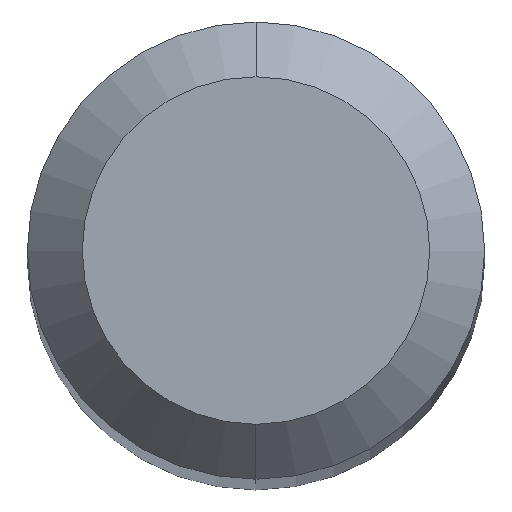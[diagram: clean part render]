
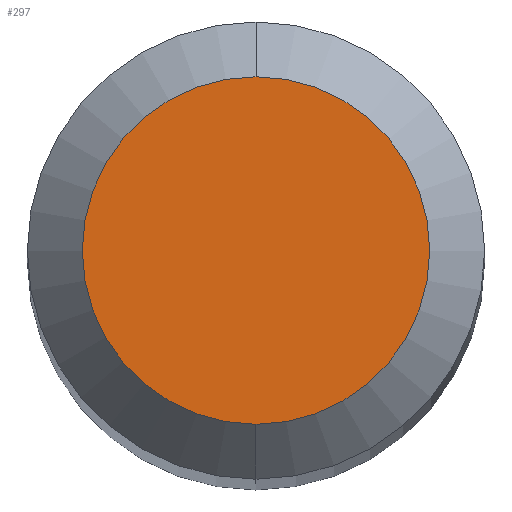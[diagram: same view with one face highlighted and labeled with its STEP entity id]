
A CAD part, top view. The second image highlights one B-rep face of the part: STEP entity #297.
In plain terms, the highlighted planar face has unit normal (0, 0, 1).
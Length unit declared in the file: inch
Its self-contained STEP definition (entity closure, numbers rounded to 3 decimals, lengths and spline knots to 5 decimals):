
#11 = PLANE ( 'NONE',  #130 ) ;
#67 = VERTEX_POINT ( 'NONE', #350 ) ;
#90 = EDGE_LOOP ( 'NONE', ( #229, #329 ) ) ;
#96 = AXIS2_PLACEMENT_3D ( 'NONE', #325, #126, #486 ) ;
#108 = CARTESIAN_POINT ( 'NONE',  ( 0., 0.0475, 0. ) ) ;
#121 = EDGE_CURVE ( 'NONE', #67, #508, #176, .T. ) ;
#126 = DIRECTION ( 'NONE',  ( 0., 0., 1. ) ) ;
#130 = AXIS2_PLACEMENT_3D ( 'NONE', #245, #243, #247 ) ;
#135 = CARTESIAN_POINT ( 'NONE',  ( 0., 0., 0. ) ) ;
#176 = CIRCLE ( 'NONE', #369, 0.0475 ) ;
#207 = FACE_OUTER_BOUND ( 'NONE', #90, .T. ) ;
#229 = ORIENTED_EDGE ( 'NONE', *, *, #365, .T. ) ;
#243 = DIRECTION ( 'NONE',  ( 0., 0., -1. ) ) ;
#245 = CARTESIAN_POINT ( 'NONE',  ( 0., 0.0475, 0. ) ) ;
#247 = DIRECTION ( 'NONE',  ( 0., 1., 0. ) ) ;
#255 = CIRCLE ( 'NONE', #96, 0.0475 ) ;
#297 = ADVANCED_FACE ( 'NONE', ( #207 ), #11, .F. ) ;
#325 = CARTESIAN_POINT ( 'NONE',  ( 0., 0., 0. ) ) ;
#329 = ORIENTED_EDGE ( 'NONE', *, *, #121, .T. ) ;
#345 = DIRECTION ( 'NONE',  ( 0., 0., 1. ) ) ;
#350 = CARTESIAN_POINT ( 'NONE',  ( 0., -0.0475, 0. ) ) ;
#365 = EDGE_CURVE ( 'NONE', #508, #67, #255, .T. ) ;
#369 = AXIS2_PLACEMENT_3D ( 'NONE', #135, #345, #381 ) ;
#381 = DIRECTION ( 'NONE',  ( 0., -1., 0. ) ) ;
#486 = DIRECTION ( 'NONE',  ( 0., -1., 0. ) ) ;
#508 = VERTEX_POINT ( 'NONE', #108 ) ;
